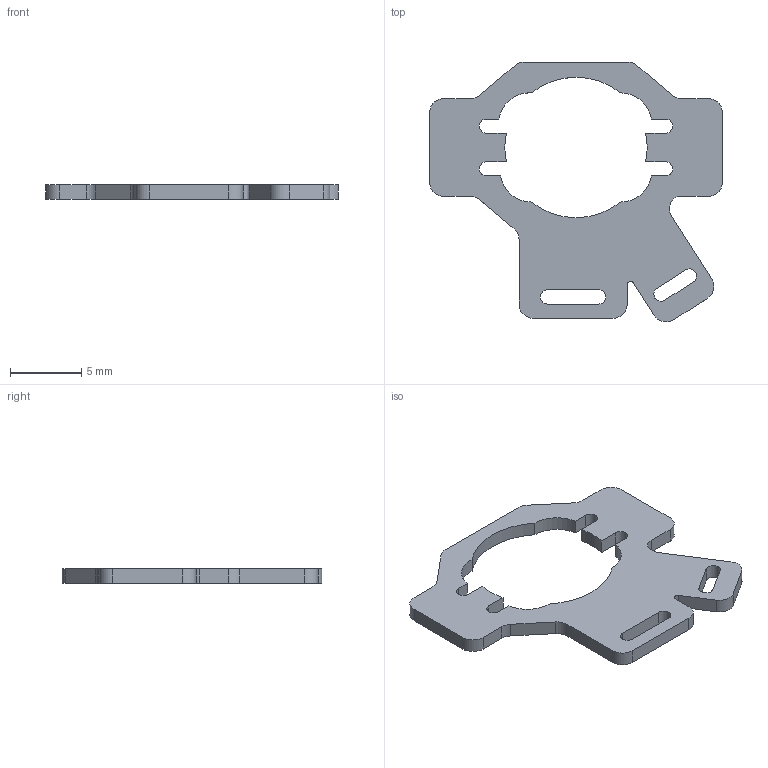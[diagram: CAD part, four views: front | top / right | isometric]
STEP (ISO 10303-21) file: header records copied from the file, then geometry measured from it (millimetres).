
FILE_DESCRIPTION((''),'2;1');
FILE_NAME('STABILIZINGPLATE_DESIGN04','2024-02-26T19:57:46',('biafra'),(''),'CREO PARAMETRIC BY PTC INC, 2022073','CREO PARAMETRIC BY PTC INC, 2022073','');
FILE_SCHEMA(('CONFIG_CONTROL_DESIGN'));
Length unit declared in the file: millimetre
Products named in the file (1): STABILIZINGPLATE_DESIGN04
Bounding box: 20.58 x 18.26 x 1 mm (x, y, z)
Volume: 174.6 mm3; surface area: 489 mm2
Topology: 1 solids, 1 shells, 67 faces, 195 edges, 130 vertices
Faces by surface type: cylinder 35, plane 32
Entity records: 2289 total; most frequent: DIRECTION 399, CARTESIAN_POINT 392, ORIENTED_EDGE 390, EDGE_CURVE 195, AXIS2_PLACEMENT_3D 137, VERTEX_POINT 130, VECTOR 125, LINE 125
